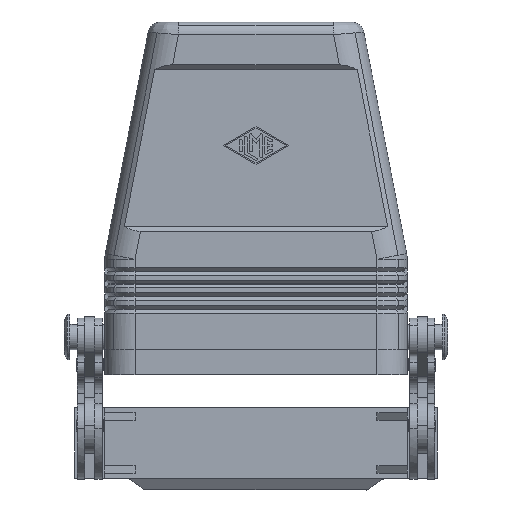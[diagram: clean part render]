
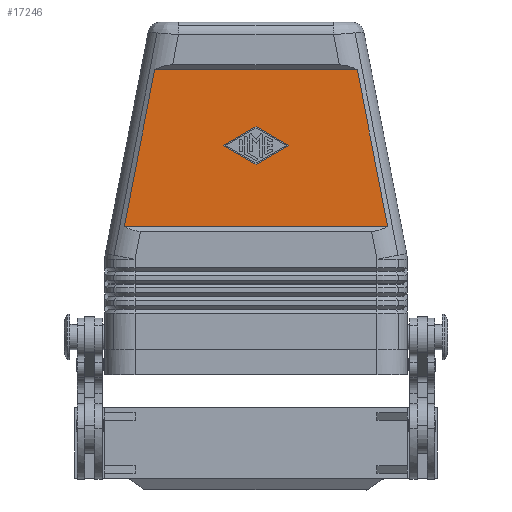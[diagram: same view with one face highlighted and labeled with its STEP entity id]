
A CAD part, front view. The second image highlights one B-rep face of the part: STEP entity #17246.
In plain terms, the highlighted planar face has unit normal (0, -1, 0).
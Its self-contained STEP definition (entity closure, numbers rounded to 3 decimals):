
#1002=CARTESIAN_POINT('',(20.106,-20.5,60.5));
#1003=VERTEX_POINT('',#1002);
#1011=CARTESIAN_POINT('',(26.106,-20.5,29.5));
#1012=VERTEX_POINT('',#1011);
#1013=CARTESIAN_POINT('',(20.106,-20.5,60.5));
#1014=DIRECTION('',(0.19,0.0,-0.982));
#1015=VECTOR('',#1014,31.575);
#1016=LINE('',#1013,#1015);
#1017=EDGE_CURVE('',#1003,#1012,#1016,.T.);
#1236=CARTESIAN_POINT('',(-26.106,-20.5,29.5));
#1237=VERTEX_POINT('',#1236);
#1245=CARTESIAN_POINT('',(-20.106,-20.5,60.5));
#1246=VERTEX_POINT('',#1245);
#1247=CARTESIAN_POINT('',(-26.106,-20.5,29.5));
#1248=DIRECTION('',(0.19,0.0,0.982));
#1249=VECTOR('',#1248,31.575);
#1250=LINE('',#1247,#1249);
#1251=EDGE_CURVE('',#1237,#1246,#1250,.T.);
#16391=CARTESIAN_POINT('',(0.,-20.5,49.249));
#16392=VERTEX_POINT('',#16391);
#16393=CARTESIAN_POINT('',(6.5,-20.5,45.5));
#16394=VERTEX_POINT('',#16393);
#16395=CARTESIAN_POINT('',(0.,-20.5,49.249));
#16396=DIRECTION('',(0.866,0.0,-0.5));
#16397=VECTOR('',#16396,7.504);
#16398=LINE('',#16395,#16397);
#16399=EDGE_CURVE('',#16392,#16394,#16398,.T.);
#16431=CARTESIAN_POINT('',(0.,-20.5,41.751));
#16432=VERTEX_POINT('',#16431);
#16433=CARTESIAN_POINT('',(6.5,-20.5,45.5));
#16434=DIRECTION('',(-0.866,0.0,-0.5));
#16435=VECTOR('',#16434,7.504);
#16436=LINE('',#16433,#16435);
#16437=EDGE_CURVE('',#16394,#16432,#16436,.T.);
#16515=CARTESIAN_POINT('',(-6.5,-20.5,45.5));
#16516=VERTEX_POINT('',#16515);
#16517=CARTESIAN_POINT('',(0.,-20.5,41.751));
#16518=DIRECTION('',(-0.866,0.0,0.5));
#16519=VECTOR('',#16518,7.504);
#16520=LINE('',#16517,#16519);
#16521=EDGE_CURVE('',#16432,#16516,#16520,.T.);
#16546=CARTESIAN_POINT('',(-6.5,-20.5,45.5));
#16547=DIRECTION('',(0.866,0.0,0.5));
#16548=VECTOR('',#16547,7.504);
#16549=LINE('',#16546,#16548);
#16550=EDGE_CURVE('',#16516,#16392,#16549,.T.);
#17219=CARTESIAN_POINT('',(0.0,-20.5,60.5));
#17220=DIRECTION('',(0.0,1.0,0.0));
#17221=DIRECTION('',(0.0,0.0,1.0));
#17222=AXIS2_PLACEMENT_3D('',#17219,#17220,#17221);
#17223=PLANE('',#17222);
#17224=ORIENTED_EDGE('',*,*,#1017,.F.);
#17225=CARTESIAN_POINT('',(-20.106,-20.5,60.5));
#17226=DIRECTION('',(1.0,0.0,0.0));
#17227=VECTOR('',#17226,40.211);
#17228=LINE('',#17225,#17227);
#17229=EDGE_CURVE('',#1246,#1003,#17228,.T.);
#17230=ORIENTED_EDGE('',*,*,#17229,.F.);
#17231=ORIENTED_EDGE('',*,*,#1251,.F.);
#17232=CARTESIAN_POINT('',(-26.106,-20.5,29.5));
#17233=DIRECTION('',(1.0,0.0,0.0));
#17234=VECTOR('',#17233,52.211);
#17235=LINE('',#17232,#17234);
#17236=EDGE_CURVE('',#1237,#1012,#17235,.T.);
#17237=ORIENTED_EDGE('',*,*,#17236,.T.);
#17238=EDGE_LOOP('',(#17224,#17230,#17231,#17237));
#17239=FACE_OUTER_BOUND('',#17238,.T.);
#17240=ORIENTED_EDGE('',*,*,#16521,.T.);
#17241=ORIENTED_EDGE('',*,*,#16550,.T.);
#17242=ORIENTED_EDGE('',*,*,#16399,.T.);
#17243=ORIENTED_EDGE('',*,*,#16437,.T.);
#17244=EDGE_LOOP('',(#17240,#17241,#17242,#17243));
#17245=FACE_BOUND('',#17244,.T.);
#17246=ADVANCED_FACE('',(#17239,#17245),#17223,.F.);
